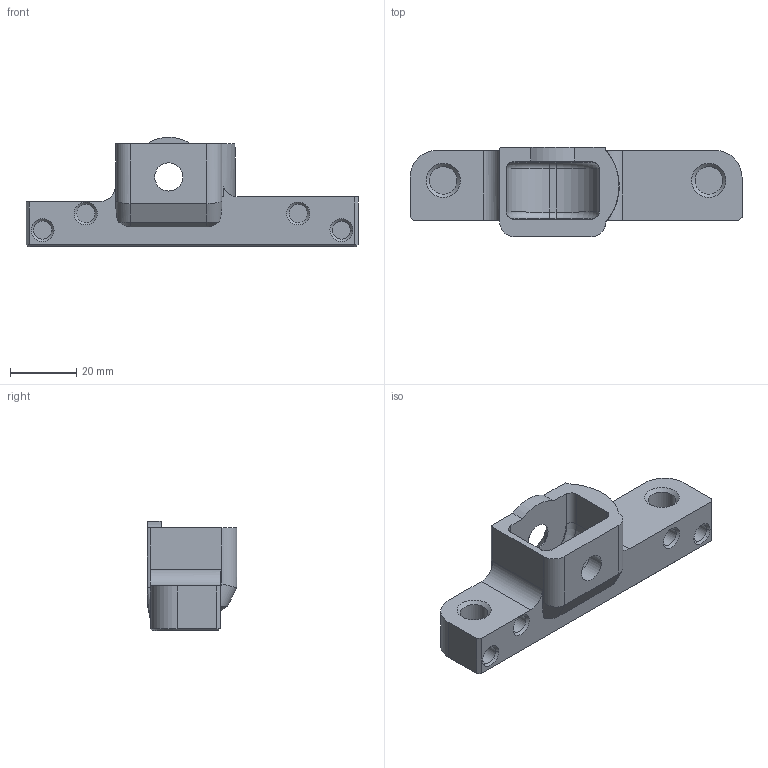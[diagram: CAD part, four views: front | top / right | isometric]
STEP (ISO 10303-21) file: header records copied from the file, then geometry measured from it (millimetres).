
FILE_DESCRIPTION(('FreeCAD Model'),'2;1');
FILE_NAME('y-idler-mini_black_v1.4.step','2016-11-08T15:13:03',('Author'),(''), 'Open CASCADE STEP processor 6.8','FreeCAD','Unknown');
FILE_SCHEMA(('AUTOMOTIVE_DESIGN_CC2 { 1 2 10303 214 -1 1 5 4 }'));
Length unit declared in the file: millimetre
Products named in the file (2): ASSEMBLY; Chamfer007
Assembly tree (1 placements, depth 2):
  ASSEMBLY
    Chamfer007
Bounding box: 100 x 27 x 32.96 mm (x, y, z)
Volume: 33114.2 mm3; surface area: 12409.8 mm2
Topology: 1 solids, 1 shells, 105 faces, 251 edges, 154 vertices
Faces by surface type: plane 47, cylinder 36, cone 14, bspline 4, torus 4
Full cylindrical faces by diameter (mm): 5.5 x4, 8.3 x2, 8.5 x2
Entity records: 8746 total; most frequent: CARTESIAN_POINT 3837, DIRECTION 872, ORIENTED_EDGE 502, PCURVE 502, DEFINITIONAL_REPRESENTATION 502, LINE 474, VECTOR 474, EDGE_CURVE 251
